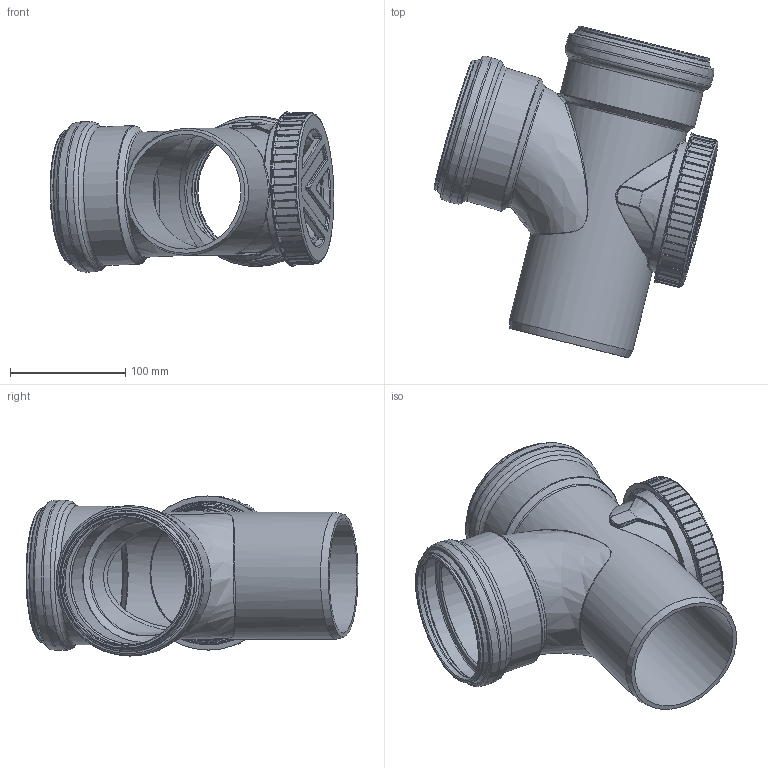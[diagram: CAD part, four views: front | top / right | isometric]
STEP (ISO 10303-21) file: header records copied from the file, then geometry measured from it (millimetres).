
FILE_DESCRIPTION(/* description */ (''),/* implementation_level */ '2;1');
FILE_NAME(/* name */ '335405z.stp',/* time_stamp */ '2024-08-21T10:48:27+02:00',/* author */ ('corinna'),/* organization */ (''),/* preprocessor_version */ 'ST-DEVELOPER v20',/* originating_system */ 'Autodesk Inventor 2024',/* authorisation */ '');
FILE_SCHEMA (('AUTOMOTIVE_DESIGN { 1 0 10303 214 3 1 1 }'));
Length unit declared in the file: millimetre
Products named in the file (5): 335405z; 335405 Skolan Safe-RE Reiniger DN_OD 110; Zusammenbau Einsatz und Deckel; 335600_1 Innteil für Reiniger DN_OD 110; 335600_2 Deckel für Reiniger DN_OD 110
Assembly tree (4 placements, depth 3):
  335405z
    335405 Skolan Safe-RE Reiniger DN_OD 110
    Zusammenbau Einsatz und Deckel
      335600_1 Innteil für Reiniger DN_OD 110
      335600_2 Deckel für Reiniger DN_OD 110
Bounding box: 246.6 x 288.42 x 139.13 mm (x, y, z)
Volume: 813527.7 mm3; surface area: 372754.6 mm2
Topology: 3 solids, 3 shells, 1239 faces, 3020 edges, 1790 vertices
Faces by surface type: bspline 377, cylinder 370, torus 206, plane 187, sphere 74, cone 25
Full cylindrical faces by diameter (mm): 88.1 x1, 95 x1, 97.7 x3, 98.7 x1, 99.7 x1, 100.4 x1, 101.4 x1, 105.8 x1, 105.9 x2, 106.9 x1, 109.5 x1, 110.3 x1, 110.9 x2, 111.2 x4, 116.5 x2, 117.4 x2, 120.5 x2, 123.6 x2, 124 x2, 130 x1, 130.8 x2, 134 x1
Entity records: 54003 total; most frequent: CARTESIAN_POINT 26885, ORIENTED_EDGE 6030, DIRECTION 5192, EDGE_CURVE 3015, AXIS2_PLACEMENT_3D 2249, VERTEX_POINT 1790, CIRCLE 1312, EDGE_LOOP 1259
